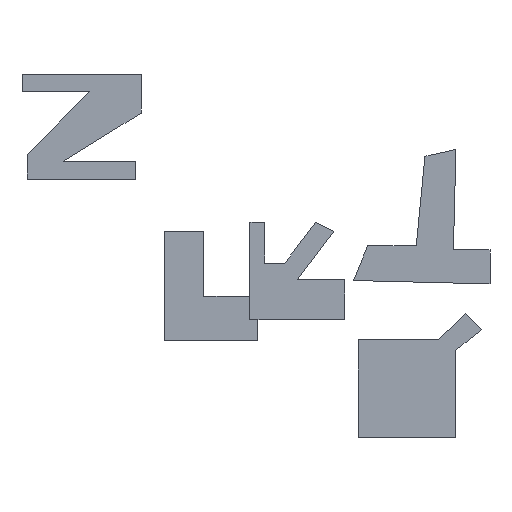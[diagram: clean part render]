
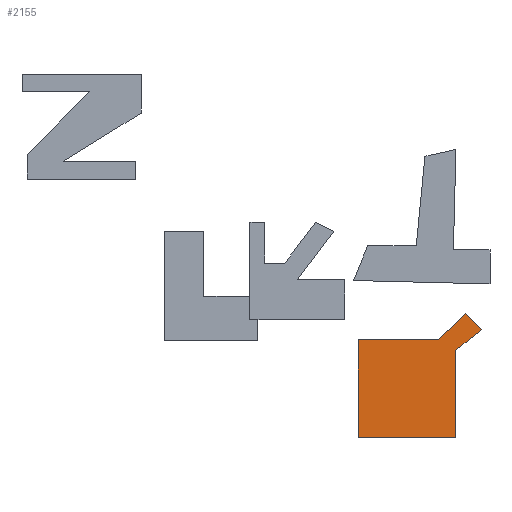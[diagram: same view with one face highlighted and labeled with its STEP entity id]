
A CAD part, front view. The second image highlights one B-rep face of the part: STEP entity #2155.
In plain terms, the highlighted planar face has unit normal (0, -1, 0).
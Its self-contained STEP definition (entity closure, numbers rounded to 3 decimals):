
#26 = DIRECTION ( 'NONE',  ( 1., 0., 0. ) ) ;
#46 = DIRECTION ( 'NONE',  ( 0.781, 0., 0.625 ) ) ;
#73 = CARTESIAN_POINT ( 'NONE',  ( 46.745, 0., -5.057 ) ) ;
#108 = CARTESIAN_POINT ( 'NONE',  ( 51.562, 0., 12.552 ) ) ;
#109 = CARTESIAN_POINT ( 'NONE',  ( 59.046, 0., 4.784 ) ) ;
#130 = AXIS2_PLACEMENT_3D ( 'NONE', #1523, #134, #1326 ) ;
#133 = CARTESIAN_POINT ( 'NONE',  ( 0., 0., -46.881 ) ) ;
#134 = DIRECTION ( 'NONE',  ( 0., -1., 0. ) ) ;
#176 = VECTOR ( 'NONE', #748, 1000. ) ;
#259 = ORIENTED_EDGE ( 'NONE', *, *, #908, .T. ) ;
#261 = ORIENTED_EDGE ( 'NONE', *, *, #408, .T. ) ;
#290 = VERTEX_POINT ( 'NONE', #1703 ) ;
#316 = CARTESIAN_POINT ( 'NONE',  ( 38.533, 0., 0. ) ) ;
#375 = VERTEX_POINT ( 'NONE', #133 ) ;
#401 = DIRECTION ( 'NONE',  ( -1., 0., 0. ) ) ;
#408 = EDGE_CURVE ( 'NONE', #1319, #375, #1848, .T. ) ;
#720 = DIRECTION ( 'NONE',  ( -0.694, 0., 0.72 ) ) ;
#732 = EDGE_CURVE ( 'NONE', #375, #882, #801, .T. ) ;
#748 = DIRECTION ( 'NONE',  ( -0.72, 0., -0.694 ) ) ;
#754 = VERTEX_POINT ( 'NONE', #1636 ) ;
#770 = VECTOR ( 'NONE', #1141, 1000. ) ;
#801 = LINE ( 'NONE', #1426, #1272 ) ;
#861 = CARTESIAN_POINT ( 'NONE',  ( 0., 0., 0. ) ) ;
#882 = VERTEX_POINT ( 'NONE', #2314 ) ;
#908 = EDGE_CURVE ( 'NONE', #2198, #1319, #1938, .T. ) ;
#944 = CARTESIAN_POINT ( 'NONE',  ( 0., 0., 0. ) ) ;
#959 = LINE ( 'NONE', #2440, #1430 ) ;
#1077 = DIRECTION ( 'NONE',  ( 0., 0., 1. ) ) ;
#1086 = ORIENTED_EDGE ( 'NONE', *, *, #1333, .T. ) ;
#1097 = VERTEX_POINT ( 'NONE', #109 ) ;
#1114 = EDGE_CURVE ( 'NONE', #290, #1097, #2582, .T. ) ;
#1141 = DIRECTION ( 'NONE',  ( 0., 0., -1. ) ) ;
#1157 = VECTOR ( 'NONE', #720, 1000. ) ;
#1242 = LINE ( 'NONE', #108, #176 ) ;
#1272 = VECTOR ( 'NONE', #26, 1000. ) ;
#1319 = VERTEX_POINT ( 'NONE', #861 ) ;
#1326 = DIRECTION ( 'NONE',  ( 0., 0., -1. ) ) ;
#1333 = EDGE_CURVE ( 'NONE', #882, #290, #959, .T. ) ;
#1356 = EDGE_CURVE ( 'NONE', #754, #2198, #1242, .T. ) ;
#1426 = CARTESIAN_POINT ( 'NONE',  ( 0., 0., -46.881 ) ) ;
#1430 = VECTOR ( 'NONE', #1077, 1000. ) ;
#1523 = CARTESIAN_POINT ( 'NONE',  ( 0., 0., 0. ) ) ;
#1531 = EDGE_CURVE ( 'NONE', #1097, #754, #1694, .T. ) ;
#1636 = CARTESIAN_POINT ( 'NONE',  ( 51.562, 0., 12.552 ) ) ;
#1637 = ORIENTED_EDGE ( 'NONE', *, *, #1114, .T. ) ;
#1694 = LINE ( 'NONE', #2473, #1157 ) ;
#1703 = CARTESIAN_POINT ( 'NONE',  ( 46.745, 0., -5.057 ) ) ;
#1784 = CARTESIAN_POINT ( 'NONE',  ( 0., 0., 0. ) ) ;
#1848 = LINE ( 'NONE', #944, #770 ) ;
#1870 = VECTOR ( 'NONE', #401, 1000. ) ;
#1938 = LINE ( 'NONE', #1784, #1870 ) ;
#1950 = ORIENTED_EDGE ( 'NONE', *, *, #732, .T. ) ;
#1952 = ORIENTED_EDGE ( 'NONE', *, *, #1356, .T. ) ;
#2053 = VECTOR ( 'NONE', #46, 1000. ) ;
#2150 = FACE_OUTER_BOUND ( 'NONE', #2190, .T. ) ;
#2155 = ADVANCED_FACE ( 'NONE', ( #2150 ), #2325, .T. ) ;
#2190 = EDGE_LOOP ( 'NONE', ( #1086, #1637, #2353, #1952, #259, #261, #1950 ) ) ;
#2198 = VERTEX_POINT ( 'NONE', #316 ) ;
#2314 = CARTESIAN_POINT ( 'NONE',  ( 46.745, 0., -46.881 ) ) ;
#2325 = PLANE ( 'NONE',  #130 ) ;
#2353 = ORIENTED_EDGE ( 'NONE', *, *, #1531, .T. ) ;
#2440 = CARTESIAN_POINT ( 'NONE',  ( 46.745, 0., 0. ) ) ;
#2473 = CARTESIAN_POINT ( 'NONE',  ( 59.046, 0., 4.784 ) ) ;
#2582 = LINE ( 'NONE', #73, #2053 ) ;
